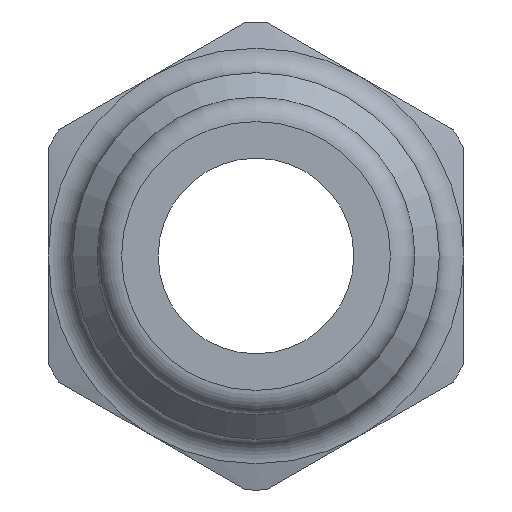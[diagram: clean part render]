
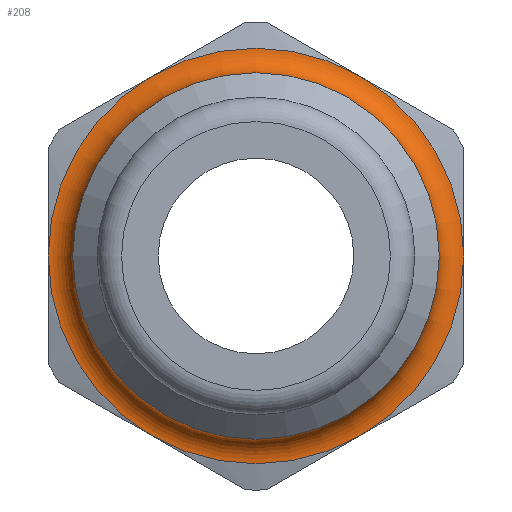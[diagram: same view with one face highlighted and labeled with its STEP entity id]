
A CAD part, left-side view. The second image highlights one B-rep face of the part: STEP entity #208.
In plain terms, the highlighted toroidal (fillet/blend) face has major radius 8.5 mm and minor radius 1 mm.
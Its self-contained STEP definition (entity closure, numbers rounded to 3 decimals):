
#136=CARTESIAN_POINT('',(20.5,0.0,0.0));
#137=DIRECTION('',(1.0,0.0,0.0));
#138=DIRECTION('',(0.0,0.0,-1.0));
#139=AXIS2_PLACEMENT_3D('',#136,#137,#138);
#140=TOROIDAL_SURFACE('',#139,8.5,1.0);
#141=CARTESIAN_POINT('',(20.5,7.5,0.0));
#142=VERTEX_POINT('',#141);
#143=CARTESIAN_POINT('',(20.5,0.0,0.0));
#144=DIRECTION('',(1.0,0.0,0.0));
#145=DIRECTION('',(0.0,-1.0,0.0));
#146=AXIS2_PLACEMENT_3D('',#143,#144,#145);
#147=CIRCLE('',#146,7.5);
#148=EDGE_CURVE('',#142,#142,#147,.T.);
#149=ORIENTED_EDGE('',*,*,#148,.T.);
#150=EDGE_LOOP('',(#149));
#151=FACE_OUTER_BOUND('',#150,.T.);
#152=CARTESIAN_POINT('',(21.5,4.25,-7.361));
#153=VERTEX_POINT('',#152);
#154=CARTESIAN_POINT('',(21.5,8.5,0.0));
#155=VERTEX_POINT('',#154);
#156=CARTESIAN_POINT('',(21.5,0.0,0.0));
#157=DIRECTION('',(1.0,0.0,0.0));
#158=DIRECTION('',(0.0,1.0,0.0));
#159=AXIS2_PLACEMENT_3D('',#156,#157,#158);
#160=CIRCLE('',#159,8.5);
#161=EDGE_CURVE('',#153,#155,#160,.T.);
#162=ORIENTED_EDGE('',*,*,#161,.F.);
#163=CARTESIAN_POINT('',(21.5,-4.25,-7.361));
#164=VERTEX_POINT('',#163);
#165=CARTESIAN_POINT('',(21.5,0.0,0.0));
#166=DIRECTION('',(1.0,0.0,0.0));
#167=DIRECTION('',(0.0,1.0,0.0));
#168=AXIS2_PLACEMENT_3D('',#165,#166,#167);
#169=CIRCLE('',#168,8.5);
#170=EDGE_CURVE('',#164,#153,#169,.T.);
#171=ORIENTED_EDGE('',*,*,#170,.F.);
#172=CARTESIAN_POINT('',(21.5,-8.5,0.));
#173=VERTEX_POINT('',#172);
#174=CARTESIAN_POINT('',(21.5,0.0,0.0));
#175=DIRECTION('',(1.0,0.0,0.0));
#176=DIRECTION('',(0.0,1.0,0.0));
#177=AXIS2_PLACEMENT_3D('',#174,#175,#176);
#178=CIRCLE('',#177,8.5);
#179=EDGE_CURVE('',#173,#164,#178,.T.);
#180=ORIENTED_EDGE('',*,*,#179,.F.);
#181=CARTESIAN_POINT('',(21.5,-4.25,7.361));
#182=VERTEX_POINT('',#181);
#183=CARTESIAN_POINT('',(21.5,0.0,0.0));
#184=DIRECTION('',(1.0,0.0,0.0));
#185=DIRECTION('',(0.0,1.0,0.0));
#186=AXIS2_PLACEMENT_3D('',#183,#184,#185);
#187=CIRCLE('',#186,8.5);
#188=EDGE_CURVE('',#182,#173,#187,.T.);
#189=ORIENTED_EDGE('',*,*,#188,.F.);
#190=CARTESIAN_POINT('',(21.5,4.25,7.361));
#191=VERTEX_POINT('',#190);
#192=CARTESIAN_POINT('',(21.5,0.0,0.0));
#193=DIRECTION('',(1.0,0.0,0.0));
#194=DIRECTION('',(0.0,1.0,0.0));
#195=AXIS2_PLACEMENT_3D('',#192,#193,#194);
#196=CIRCLE('',#195,8.5);
#197=EDGE_CURVE('',#191,#182,#196,.T.);
#198=ORIENTED_EDGE('',*,*,#197,.F.);
#199=CARTESIAN_POINT('',(21.5,0.0,0.0));
#200=DIRECTION('',(1.0,0.0,0.0));
#201=DIRECTION('',(0.0,1.0,0.0));
#202=AXIS2_PLACEMENT_3D('',#199,#200,#201);
#203=CIRCLE('',#202,8.5);
#204=EDGE_CURVE('',#155,#191,#203,.T.);
#205=ORIENTED_EDGE('',*,*,#204,.F.);
#206=EDGE_LOOP('',(#162,#171,#180,#189,#198,#205));
#207=FACE_BOUND('',#206,.T.);
#208=ADVANCED_FACE('',(#151,#207),#140,.F.);
